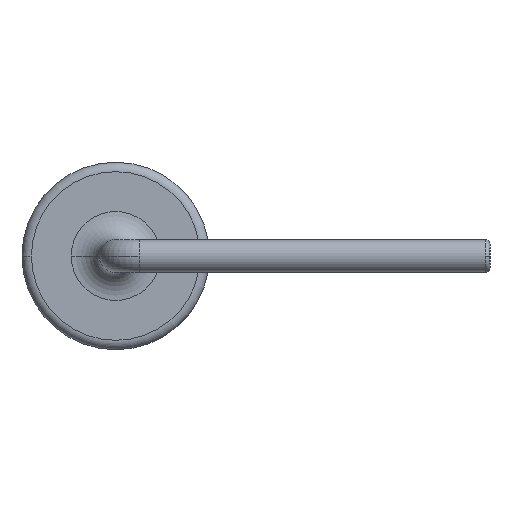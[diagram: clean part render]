
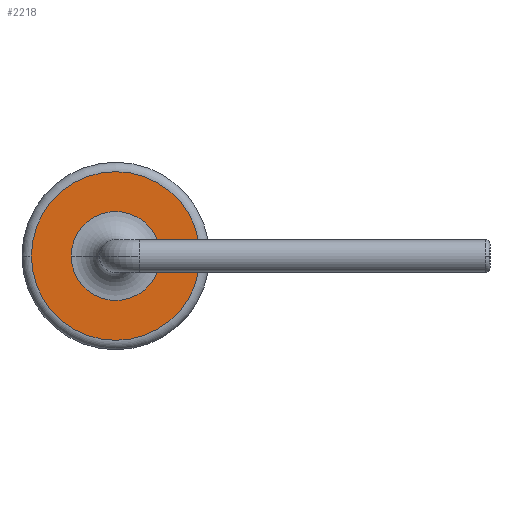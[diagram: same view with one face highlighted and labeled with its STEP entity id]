
A CAD part, left-side view. The second image highlights one B-rep face of the part: STEP entity #2218.
In plain terms, the highlighted planar face has unit normal (-1, 0, 0).
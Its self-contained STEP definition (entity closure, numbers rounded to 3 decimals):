
#40 = VERTEX_POINT ( 'NONE', #1178 ) ;
#83 = EDGE_CURVE ( 'NONE', #1120, #40, #680, .T. ) ;
#90 = DIRECTION ( 'NONE',  ( 1., 0., 0. ) ) ;
#104 = ORIENTED_EDGE ( 'NONE', *, *, #1866, .T. ) ;
#108 = AXIS2_PLACEMENT_3D ( 'NONE', #2219, #2236, #1839 ) ;
#114 = DIRECTION ( 'NONE',  ( 0., -1., 0. ) ) ;
#125 = AXIS2_PLACEMENT_3D ( 'NONE', #281, #997, #1738 ) ;
#281 = CARTESIAN_POINT ( 'NONE',  ( -5.25, 0., 0. ) ) ;
#304 = AXIS2_PLACEMENT_3D ( 'NONE', #693, #1074, #114 ) ;
#394 = ORIENTED_EDGE ( 'NONE', *, *, #1658, .T. ) ;
#539 = ORIENTED_EDGE ( 'NONE', *, *, #1130, .T. ) ;
#563 = ORIENTED_EDGE ( 'NONE', *, *, #83, .T. ) ;
#680 = CIRCLE ( 'NONE', #1640, 1.8 ) ;
#693 = CARTESIAN_POINT ( 'NONE',  ( -5.25, 0., 0. ) ) ;
#696 = VERTEX_POINT ( 'NONE', #2279 ) ;
#743 = FACE_BOUND ( 'NONE', #1482, .T. ) ;
#758 = AXIS2_PLACEMENT_3D ( 'NONE', #1768, #90, #840 ) ;
#840 = DIRECTION ( 'NONE',  ( 0., -1., 0. ) ) ;
#982 = CIRCLE ( 'NONE', #304, 0.95 ) ;
#997 = DIRECTION ( 'NONE',  ( -1., 0., 0. ) ) ;
#1074 = DIRECTION ( 'NONE',  ( 1., 0., 0. ) ) ;
#1120 = VERTEX_POINT ( 'NONE', #2308 ) ;
#1130 = EDGE_CURVE ( 'NONE', #40, #1120, #1187, .T. ) ;
#1158 = CIRCLE ( 'NONE', #758, 0.95 ) ;
#1178 = CARTESIAN_POINT ( 'NONE',  ( -5.25, -1.8, 0. ) ) ;
#1187 = CIRCLE ( 'NONE', #125, 1.8 ) ;
#1213 = CARTESIAN_POINT ( 'NONE',  ( -5.25, -0.95, 0. ) ) ;
#1408 = DIRECTION ( 'NONE',  ( 0., -1., 0. ) ) ;
#1426 = EDGE_LOOP ( 'NONE', ( #539, #563 ) ) ;
#1443 = FACE_OUTER_BOUND ( 'NONE', #1426, .T. ) ;
#1482 = EDGE_LOOP ( 'NONE', ( #394, #104 ) ) ;
#1535 = VERTEX_POINT ( 'NONE', #1213 ) ;
#1578 = CARTESIAN_POINT ( 'NONE',  ( -5.25, 0., 0. ) ) ;
#1640 = AXIS2_PLACEMENT_3D ( 'NONE', #1578, #1780, #1408 ) ;
#1658 = EDGE_CURVE ( 'NONE', #1535, #696, #1158, .T. ) ;
#1738 = DIRECTION ( 'NONE',  ( 0., -1., 0. ) ) ;
#1768 = CARTESIAN_POINT ( 'NONE',  ( -5.25, 0., 0. ) ) ;
#1780 = DIRECTION ( 'NONE',  ( -1., 0., 0. ) ) ;
#1816 = PLANE ( 'NONE',  #108 ) ;
#1839 = DIRECTION ( 'NONE',  ( 0., -1., 0. ) ) ;
#1866 = EDGE_CURVE ( 'NONE', #696, #1535, #982, .T. ) ;
#2218 = ADVANCED_FACE ( 'NONE', ( #743, #1443 ), #1816, .T. ) ;
#2219 = CARTESIAN_POINT ( 'NONE',  ( -5.25, 0., 0. ) ) ;
#2236 = DIRECTION ( 'NONE',  ( -1., 0., 0. ) ) ;
#2279 = CARTESIAN_POINT ( 'NONE',  ( -5.25, 0.95, 0. ) ) ;
#2308 = CARTESIAN_POINT ( 'NONE',  ( -5.25, 1.8, 0. ) ) ;
